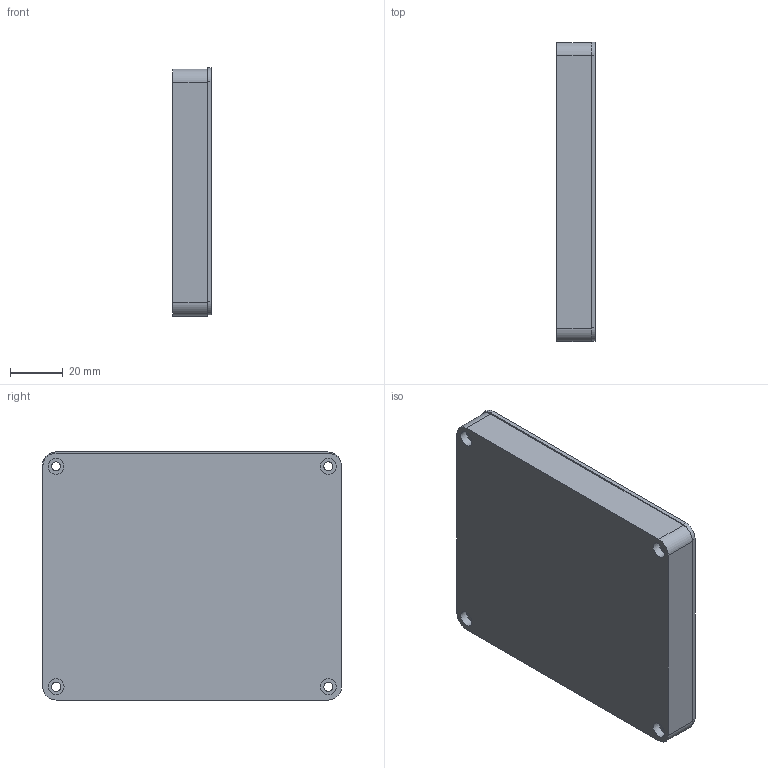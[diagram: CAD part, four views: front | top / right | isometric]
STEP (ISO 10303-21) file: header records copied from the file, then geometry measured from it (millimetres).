
FILE_DESCRIPTION(/* description */ (''),/* implementation_level */ '2;1');
FILE_NAME(/* name */ 'macropad_RS_fullcase.step',/* time_stamp */ '2025-12-16T23:26:24+05:30',/* author */ (''),/* organization */ (''),/* preprocessor_version */ 'ST-DEVELOPER v20.1',/* originating_system */ 'Autodesk Translation Framework v14.21.0.0',/* authorisation */ '');
FILE_SCHEMA (('AUTOMOTIVE_DESIGN { 1 0 10303 214 3 1 1 }'));
Length unit declared in the file: millimetre
Products named in the file (6): 2025-12-16-00-38-06-019; 2025-12-13-23-57-41-977; 2025-12-13-23-59-37-514; 2025-12-16-23-07-12-314; 2025-12-16-23-07-12-315; 2025-12-14-18-09-11-563
Assembly tree (5 placements, depth 3):
  2025-12-16-00-38-06-019
    2025-12-13-23-57-41-977
      2025-12-13-23-59-37-514
    2025-12-16-23-07-12-314
      2025-12-16-23-07-12-315
    2025-12-14-18-09-11-563
Bounding box: 14.5 x 113.22 x 93.86 mm (x, y, z)
Volume: 89615.3 mm3; surface area: 63304.8 mm2
Topology: 3 solids, 3 shells, 211 faces, 603 edges, 402 vertices
Faces by surface type: cylinder 137, plane 74
Full cylindrical faces by diameter (mm): 0.8 x18, 0.889 x14, 1 x9, 1.5 x16, 1.7 x16, 3.4 x4, 4 x8, 6 x8
Entity records: 7579 total; most frequent: DIRECTION 1321, CARTESIAN_POINT 1227, ORIENTED_EDGE 1206, EDGE_CURVE 603, AXIS2_PLACEMENT_3D 496, EDGE_LOOP 417, VERTEX_POINT 402, LINE 329
